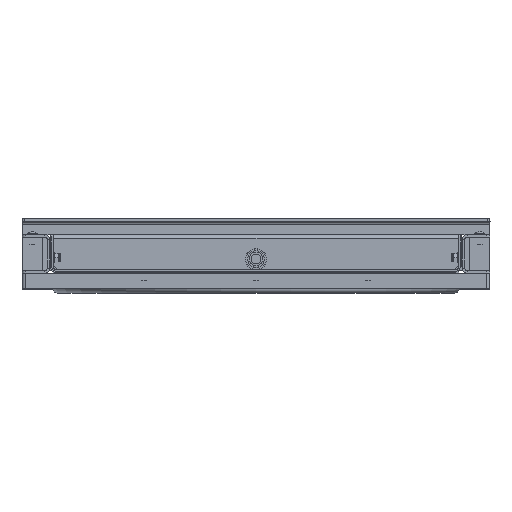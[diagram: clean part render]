
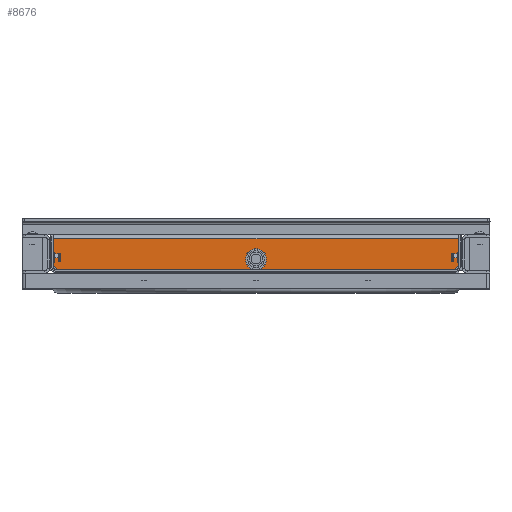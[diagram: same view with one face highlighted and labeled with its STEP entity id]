
A CAD part, front view. The second image highlights one B-rep face of the part: STEP entity #8676.
In plain terms, the highlighted planar face has unit normal (0, -1, -0.001).
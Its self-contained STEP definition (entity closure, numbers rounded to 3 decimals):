
#199 = EDGE_CURVE ( 'NONE', #45898, #45910, #41482, .T. ) ;
#652 = ORIENTED_EDGE ( 'NONE', *, *, #12421, .T. ) ;
#937 = DIRECTION ( 'NONE',  ( 0., 0.001, -1. ) ) ;
#1370 = ORIENTED_EDGE ( 'NONE', *, *, #2141, .F. ) ;
#1705 = CARTESIAN_POINT ( 'NONE',  ( 393.75, 79.008, 44.71 ) ) ;
#2141 = EDGE_CURVE ( 'NONE', #42857, #42857, #25072, .T. ) ;
#3153 = ORIENTED_EDGE ( 'NONE', *, *, #30009, .T. ) ;
#3461 = LINE ( 'NONE', #28108, #38731 ) ;
#3469 = CARTESIAN_POINT ( 'NONE',  ( 0., 78.987, 84.71 ) ) ;
#3515 = CARTESIAN_POINT ( 'NONE',  ( 0., 79.012, 36.71 ) ) ;
#3807 = CARTESIAN_POINT ( 'NONE',  ( 393.75, 78.987, 84.71 ) ) ;
#4235 = ORIENTED_EDGE ( 'NONE', *, *, #11160, .T. ) ;
#4342 = EDGE_CURVE ( 'NONE', #28876, #30323, #4468, .T. ) ;
#4392 = CIRCLE ( 'NONE', #31622, 46501.757 ) ;
#4468 = LINE ( 'NONE', #30037, #14001 ) ;
#4632 = AXIS2_PLACEMENT_3D ( 'NONE', #39832, #10955, #36975 ) ;
#4685 = VERTEX_POINT ( 'NONE', #17128 ) ;
#4751 = DIRECTION ( 'NONE',  ( -1., 0., 0. ) ) ;
#5936 = LINE ( 'NONE', #20390, #15457 ) ;
#6181 = CARTESIAN_POINT ( 'NONE',  ( 393.75, 55.268, 46536.861 ) ) ;
#6582 = EDGE_CURVE ( 'NONE', #7694, #11853, #44475, .T. ) ;
#7271 = VECTOR ( 'NONE', #7970, 1000. ) ;
#7374 = CARTESIAN_POINT ( 'NONE',  ( 393.75, 78.981, 96.71 ) ) ;
#7533 = PLANE ( 'NONE',  #45164 ) ;
#7694 = VERTEX_POINT ( 'NONE', #3807 ) ;
#7855 = ORIENTED_EDGE ( 'NONE', *, *, #19870, .T. ) ;
#7970 = DIRECTION ( 'NONE',  ( 0.707, 0., -0.707 ) ) ;
#8676 = ADVANCED_FACE ( 'NONE', ( #39983, #36671 ), #7533, .T. ) ;
#10836 = EDGE_CURVE ( 'NONE', #28960, #28876, #4392, .T. ) ;
#10955 = DIRECTION ( 'NONE',  ( 0., -1., -0.001 ) ) ;
#11160 = EDGE_CURVE ( 'NONE', #4685, #45898, #44009, .T. ) ;
#11403 = LINE ( 'NONE', #29863, #44381 ) ;
#11529 = LINE ( 'NONE', #11993, #30059 ) ;
#11853 = VERTEX_POINT ( 'NONE', #7374 ) ;
#11901 = ORIENTED_EDGE ( 'NONE', *, *, #22580, .T. ) ;
#11993 = CARTESIAN_POINT ( 'NONE',  ( -398.75, 55.268, 46536.861 ) ) ;
#12421 = EDGE_CURVE ( 'NONE', #45858, #7694, #39005, .T. ) ;
#12471 = EDGE_CURVE ( 'NONE', #45910, #28960, #25985, .T. ) ;
#12727 = DIRECTION ( 'NONE',  ( 0., -0.001, 1. ) ) ;
#13433 = CARTESIAN_POINT ( 'NONE',  ( 398.75, 55.268, 46536.861 ) ) ;
#13489 = CARTESIAN_POINT ( 'NONE',  ( -393.75, 79.008, 44.71 ) ) ;
#13710 = CARTESIAN_POINT ( 'NONE',  ( -393.75, 79., 59.71 ) ) ;
#13758 = LINE ( 'NONE', #6181, #14798 ) ;
#13869 = ORIENTED_EDGE ( 'NONE', *, *, #21154, .T. ) ;
#14001 = VECTOR ( 'NONE', #33342, 1000. ) ;
#14798 = VECTOR ( 'NONE', #45731, 1000. ) ;
#15457 = VECTOR ( 'NONE', #23018, 1000. ) ;
#17011 = ORIENTED_EDGE ( 'NONE', *, *, #45305, .T. ) ;
#17128 = CARTESIAN_POINT ( 'NONE',  ( -398.75, 78.994, 71.61 ) ) ;
#18672 = CARTESIAN_POINT ( 'NONE',  ( -16931.973, 58.901, 39423.01 ) ) ;
#18898 = CARTESIAN_POINT ( 'NONE',  ( 393.75, 55.268, 46536.861 ) ) ;
#18952 = EDGE_CURVE ( 'NONE', #30323, #43054, #13758, .T. ) ;
#19104 = CARTESIAN_POINT ( 'NONE',  ( -23442.954, 67.239, 23093.91 ) ) ;
#19870 = EDGE_CURVE ( 'NONE', #46066, #45858, #45872, .T. ) ;
#20390 = CARTESIAN_POINT ( 'NONE',  ( 16931.973, 58.901, 39423.01 ) ) ;
#20533 = ORIENTED_EDGE ( 'NONE', *, *, #4342, .T. ) ;
#21154 = EDGE_CURVE ( 'NONE', #40170, #22163, #11403, .T. ) ;
#21426 = CARTESIAN_POINT ( 'NONE',  ( 0., 78.981, 96.71 ) ) ;
#21761 = DIRECTION ( 'NONE',  ( 0., -1., -0.001 ) ) ;
#22163 = VERTEX_POINT ( 'NONE', #37309 ) ;
#22175 = VECTOR ( 'NONE', #33314, 1000. ) ;
#22580 = EDGE_CURVE ( 'NONE', #22163, #4685, #11529, .T. ) ;
#22722 = EDGE_LOOP ( 'NONE', ( #1370 ) ) ;
#23018 = DIRECTION ( 'NONE',  ( 0.387, 0., 0.922 ) ) ;
#25072 = CIRCLE ( 'NONE', #4632, 20.5 ) ;
#25270 = DIRECTION ( 'NONE',  ( 0., 0.001, -1. ) ) ;
#25445 = VECTOR ( 'NONE', #12727, 1000. ) ;
#25633 = ORIENTED_EDGE ( 'NONE', *, *, #199, .T. ) ;
#25846 = CARTESIAN_POINT ( 'NONE',  ( 0., 55.268, 46536.861 ) ) ;
#25909 = VERTEX_POINT ( 'NONE', #44314 ) ;
#25985 = LINE ( 'NONE', #19104, #7271 ) ;
#25988 = DIRECTION ( 'NONE',  ( 0., 0.001, -1. ) ) ;
#26312 = DIRECTION ( 'NONE',  ( 0., -1., -0.001 ) ) ;
#27048 = DIRECTION ( 'NONE',  ( 0., 0.001, -1. ) ) ;
#27366 = VECTOR ( 'NONE', #27048, 1000. ) ;
#28108 = CARTESIAN_POINT ( 'NONE',  ( -393.75, 55.268, 46536.861 ) ) ;
#28113 = DIRECTION ( 'NONE',  ( -1., 0., 0. ) ) ;
#28876 = VERTEX_POINT ( 'NONE', #35871 ) ;
#28960 = VERTEX_POINT ( 'NONE', #33469 ) ;
#29323 = CARTESIAN_POINT ( 'NONE',  ( 0., 55.268, 46536.861 ) ) ;
#29863 = CARTESIAN_POINT ( 'NONE',  ( 0., 78.987, 84.71 ) ) ;
#30009 = EDGE_CURVE ( 'NONE', #11853, #25909, #35856, .T. ) ;
#30037 = CARTESIAN_POINT ( 'NONE',  ( 23442.954, 67.239, 23093.91 ) ) ;
#30059 = VECTOR ( 'NONE', #25988, 1000. ) ;
#30323 = VERTEX_POINT ( 'NONE', #1705 ) ;
#31432 = ORIENTED_EDGE ( 'NONE', *, *, #12471, .T. ) ;
#31463 = VECTOR ( 'NONE', #28113, 1000. ) ;
#31622 = AXIS2_PLACEMENT_3D ( 'NONE', #25846, #26312, #937 ) ;
#32174 = VECTOR ( 'NONE', #33086, 1000. ) ;
#32850 = VECTOR ( 'NONE', #38717, 1000. ) ;
#33086 = DIRECTION ( 'NONE',  ( 0.387, 0., -0.922 ) ) ;
#33314 = DIRECTION ( 'NONE',  ( 0., -0.001, 1. ) ) ;
#33342 = DIRECTION ( 'NONE',  ( 0.707, 0., 0.707 ) ) ;
#33469 = CARTESIAN_POINT ( 'NONE',  ( -385.75, 79.012, 36.71 ) ) ;
#33622 = CARTESIAN_POINT ( 'NONE',  ( -393.75, 78.987, 84.71 ) ) ;
#34230 = CARTESIAN_POINT ( 'NONE',  ( 393.75, 79., 59.71 ) ) ;
#35856 = LINE ( 'NONE', #21426, #32850 ) ;
#35871 = CARTESIAN_POINT ( 'NONE',  ( 385.75, 79.012, 36.71 ) ) ;
#36671 = FACE_OUTER_BOUND ( 'NONE', #42960, .T. ) ;
#36975 = DIRECTION ( 'NONE',  ( 0., 0.001, -1. ) ) ;
#37309 = CARTESIAN_POINT ( 'NONE',  ( -398.75, 78.987, 84.71 ) ) ;
#38717 = DIRECTION ( 'NONE',  ( -1., 0., 0. ) ) ;
#38731 = VECTOR ( 'NONE', #25270, 1000. ) ;
#39005 = LINE ( 'NONE', #3469, #31463 ) ;
#39832 = CARTESIAN_POINT ( 'NONE',  ( 0., 79.001, 57.21 ) ) ;
#39983 = FACE_BOUND ( 'NONE', #22722, .T. ) ;
#40003 = ORIENTED_EDGE ( 'NONE', *, *, #40795, .T. ) ;
#40170 = VERTEX_POINT ( 'NONE', #33622 ) ;
#40795 = EDGE_CURVE ( 'NONE', #25909, #40170, #3461, .T. ) ;
#41482 = LINE ( 'NONE', #41957, #27366 ) ;
#41957 = CARTESIAN_POINT ( 'NONE',  ( -393.75, 55.268, 46536.861 ) ) ;
#42857 = VERTEX_POINT ( 'NONE', #3515 ) ;
#42960 = EDGE_LOOP ( 'NONE', ( #44240, #3153, #40003, #13869, #11901, #4235, #25633, #31432, #44205, #20533, #43013, #17011, #7855, #652 ) ) ;
#43013 = ORIENTED_EDGE ( 'NONE', *, *, #18952, .T. ) ;
#43054 = VERTEX_POINT ( 'NONE', #34230 ) ;
#43082 = DIRECTION ( 'NONE',  ( 0., 0.001, -1. ) ) ;
#43770 = CARTESIAN_POINT ( 'NONE',  ( 398.75, 78.994, 71.61 ) ) ;
#44009 = LINE ( 'NONE', #18672, #32174 ) ;
#44205 = ORIENTED_EDGE ( 'NONE', *, *, #10836, .T. ) ;
#44240 = ORIENTED_EDGE ( 'NONE', *, *, #6582, .T. ) ;
#44314 = CARTESIAN_POINT ( 'NONE',  ( -393.75, 78.981, 96.71 ) ) ;
#44381 = VECTOR ( 'NONE', #4751, 1000. ) ;
#44475 = LINE ( 'NONE', #18898, #22175 ) ;
#45164 = AXIS2_PLACEMENT_3D ( 'NONE', #29323, #21761, #43082 ) ;
#45305 = EDGE_CURVE ( 'NONE', #43054, #46066, #5936, .T. ) ;
#45439 = CARTESIAN_POINT ( 'NONE',  ( 398.75, 78.987, 84.71 ) ) ;
#45731 = DIRECTION ( 'NONE',  ( 0., -0.001, 1. ) ) ;
#45858 = VERTEX_POINT ( 'NONE', #45439 ) ;
#45872 = LINE ( 'NONE', #13433, #25445 ) ;
#45898 = VERTEX_POINT ( 'NONE', #13710 ) ;
#45910 = VERTEX_POINT ( 'NONE', #13489 ) ;
#46066 = VERTEX_POINT ( 'NONE', #43770 ) ;
